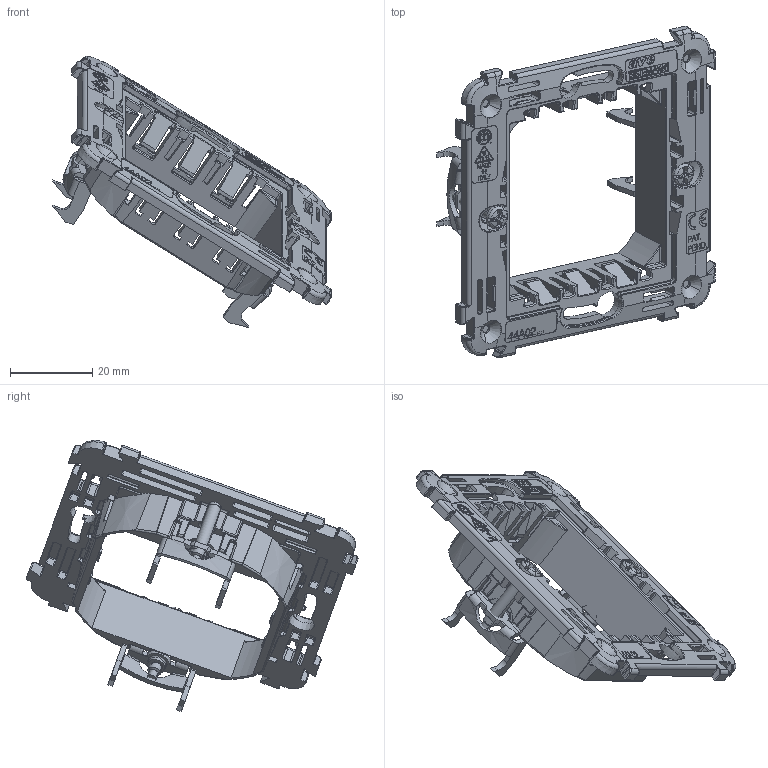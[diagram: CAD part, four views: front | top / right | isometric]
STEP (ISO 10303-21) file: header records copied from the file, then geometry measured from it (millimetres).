
FILE_DESCRIPTION(('CATIA V5 STEP Exchange'),'2;1');
FILE_NAME('44A02.stp','2024-03-28T07:15:47+00:00',('none'),('none'),'CATIA Version 5-6 Release 2016 SP6','CATIA V5 STEP AP203','none');
FILE_SCHEMA(('CONFIG_CONTROL_DESIGN'));
Products named in the file (1): STEP
Assembly tree (6 placements, depth 2):
  STEP
    #57  x2
    #4053  x2
    #6196
    #119114
Bounding box: 67.72 x 80.64 x 65.86 mm (x, y, z)
Volume: 11196.2 mm3; surface area: 16443.5 mm2
Topology: 5 solids, 5 shells, 3434 faces, 9290 edges, 5801 vertices
Faces by surface type: plane 1883, cylinder 894, bspline 359, cone 118, sphere 84, torus 64, extrusion 32
Entity records: 119137 total; most frequent: CARTESIAN_POINT 46852, ORIENTED_EDGE 17376, DIRECTION 10772, EDGE_CURVE 8688, VERTEX_POINT 5480, VECTOR 5212, LINE 5184, EDGE_LOOP 3368
